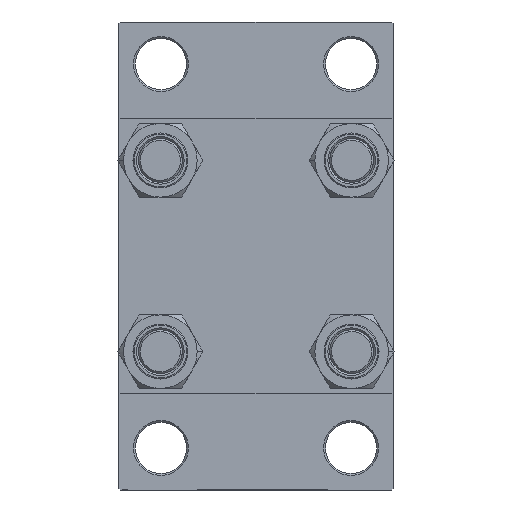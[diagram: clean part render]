
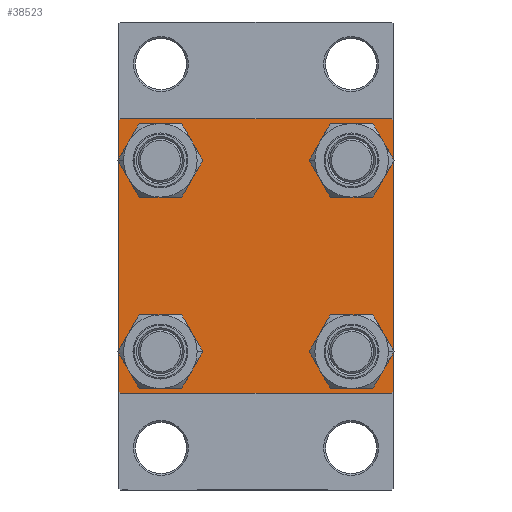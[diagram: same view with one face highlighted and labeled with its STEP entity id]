
A CAD part, left-side view. The second image highlights one B-rep face of the part: STEP entity #38523.
In plain terms, the highlighted planar face has unit normal (-1, 0, 0).
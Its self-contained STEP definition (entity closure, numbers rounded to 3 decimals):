
#489 = VERTEX_POINT ( 'NONE', #12927 ) ;
#565 = DIRECTION ( 'NONE',  ( 0., 0., 1. ) ) ;
#931 = LINE ( 'NONE', #34238, #7894 ) ;
#1040 = EDGE_LOOP ( 'NONE', ( #25851, #27086 ) ) ;
#1148 = ORIENTED_EDGE ( 'NONE', *, *, #11541, .T. ) ;
#1245 = VERTEX_POINT ( 'NONE', #44201 ) ;
#1340 = CARTESIAN_POINT ( 'NONE',  ( 0., 37.5, -37. ) ) ;
#1341 = VERTEX_POINT ( 'NONE', #13471 ) ;
#1397 = CARTESIAN_POINT ( 'NONE',  ( 0., 37., 37.5 ) ) ;
#2888 = DIRECTION ( 'NONE',  ( 0., 0., 1. ) ) ;
#3060 = ORIENTED_EDGE ( 'NONE', *, *, #24611, .T. ) ;
#3236 = VECTOR ( 'NONE', #15379, 1000. ) ;
#3255 = DIRECTION ( 'NONE',  ( 0., -0.707, 0.707 ) ) ;
#3455 = EDGE_LOOP ( 'NONE', ( #42654, #38699, #21826, #3060, #33517, #1148, #9253, #4972 ) ) ;
#4154 = EDGE_CURVE ( 'NONE', #28255, #46757, #32198, .T. ) ;
#4165 = DIRECTION ( 'NONE',  ( -1., 0., 0. ) ) ;
#4708 = ORIENTED_EDGE ( 'NONE', *, *, #44825, .T. ) ;
#4885 = EDGE_CURVE ( 'NONE', #46757, #1341, #23578, .T. ) ;
#4972 = ORIENTED_EDGE ( 'NONE', *, *, #12327, .T. ) ;
#5263 = DIRECTION ( 'NONE',  ( 0., 0., 1. ) ) ;
#5487 = DIRECTION ( 'NONE',  ( 0., 0.707, 0.707 ) ) ;
#5763 = EDGE_LOOP ( 'NONE', ( #40216, #15149 ) ) ;
#5961 = CARTESIAN_POINT ( 'NONE',  ( 0., -37.25, 37.25 ) ) ;
#6786 = CARTESIAN_POINT ( 'NONE',  ( 0., -37.5, 37.5 ) ) ;
#7201 = DIRECTION ( 'NONE',  ( 1., 0., 0. ) ) ;
#7498 = EDGE_CURVE ( 'NONE', #32871, #20767, #14651, .T. ) ;
#7762 = FACE_OUTER_BOUND ( 'NONE', #3455, .T. ) ;
#7894 = VECTOR ( 'NONE', #44806, 1000. ) ;
#8829 = VERTEX_POINT ( 'NONE', #22627 ) ;
#9253 = ORIENTED_EDGE ( 'NONE', *, *, #14954, .F. ) ;
#9351 = CARTESIAN_POINT ( 'NONE',  ( 0., 26.15, 26.15 ) ) ;
#9902 = EDGE_CURVE ( 'NONE', #34213, #1245, #29952, .T. ) ;
#10373 = CARTESIAN_POINT ( 'NONE',  ( 0., 37.25, -37.25 ) ) ;
#10597 = DIRECTION ( 'NONE',  ( 0., -0.707, -0.707 ) ) ;
#10834 = DIRECTION ( 'NONE',  ( 0., 0., -1. ) ) ;
#11040 = CARTESIAN_POINT ( 'NONE',  ( 0., -26.15, -26.15 ) ) ;
#11276 = CARTESIAN_POINT ( 'NONE',  ( 0., -37.5, -37. ) ) ;
#11541 = EDGE_CURVE ( 'NONE', #32871, #8829, #16967, .T. ) ;
#12099 = EDGE_CURVE ( 'NONE', #489, #26497, #43048, .T. ) ;
#12327 = EDGE_CURVE ( 'NONE', #15010, #25070, #33391, .T. ) ;
#12328 = CARTESIAN_POINT ( 'NONE',  ( 0., -37.5, 37. ) ) ;
#12927 = CARTESIAN_POINT ( 'NONE',  ( 0., -26.15, 19.65 ) ) ;
#13017 = CARTESIAN_POINT ( 'NONE',  ( 0., -26.15, -19.65 ) ) ;
#13462 = CARTESIAN_POINT ( 'NONE',  ( 0., -26.15, -26.15 ) ) ;
#13471 = CARTESIAN_POINT ( 'NONE',  ( 0., -37., -37.5 ) ) ;
#13828 = EDGE_CURVE ( 'NONE', #43957, #38272, #17775, .T. ) ;
#14651 = LINE ( 'NONE', #6786, #36719 ) ;
#14867 = CIRCLE ( 'NONE', #18697, 6.5 ) ;
#14954 = EDGE_CURVE ( 'NONE', #15010, #8829, #931, .T. ) ;
#15010 = VERTEX_POINT ( 'NONE', #1397 ) ;
#15093 = DIRECTION ( 'NONE',  ( 0., 0., 1. ) ) ;
#15149 = ORIENTED_EDGE ( 'NONE', *, *, #34299, .T. ) ;
#15172 = EDGE_LOOP ( 'NONE', ( #20282, #31868 ) ) ;
#15379 = DIRECTION ( 'NONE',  ( 0., 0.707, -0.707 ) ) ;
#15887 = VECTOR ( 'NONE', #3255, 1000. ) ;
#16273 = CARTESIAN_POINT ( 'NONE',  ( 0., 26.15, -26.15 ) ) ;
#16694 = VECTOR ( 'NONE', #10597, 1000. ) ;
#16967 = LINE ( 'NONE', #5961, #35332 ) ;
#17007 = AXIS2_PLACEMENT_3D ( 'NONE', #16273, #26613, #37886 ) ;
#17524 = CARTESIAN_POINT ( 'NONE',  ( 0., 26.15, 32.65 ) ) ;
#17775 = CIRCLE ( 'NONE', #17007, 6.5 ) ;
#18318 = DIRECTION ( 'NONE',  ( 0., 0., 1. ) ) ;
#18456 = VERTEX_POINT ( 'NONE', #13017 ) ;
#18697 = AXIS2_PLACEMENT_3D ( 'NONE', #38106, #42891, #5263 ) ;
#18904 = AXIS2_PLACEMENT_3D ( 'NONE', #11040, #26140, #15093 ) ;
#19046 = CARTESIAN_POINT ( 'NONE',  ( 0., -26.15, 32.65 ) ) ;
#19238 = FACE_BOUND ( 'NONE', #15172, .T. ) ;
#20282 = ORIENTED_EDGE ( 'NONE', *, *, #9902, .T. ) ;
#20767 = VERTEX_POINT ( 'NONE', #11276 ) ;
#20994 = EDGE_CURVE ( 'NONE', #25070, #28255, #27568, .T. ) ;
#21826 = ORIENTED_EDGE ( 'NONE', *, *, #4885, .T. ) ;
#22160 = CARTESIAN_POINT ( 'NONE',  ( 0., -37.25, -37.25 ) ) ;
#22276 = AXIS2_PLACEMENT_3D ( 'NONE', #28997, #7201, #32606 ) ;
#22372 = PLANE ( 'NONE',  #33083 ) ;
#22627 = CARTESIAN_POINT ( 'NONE',  ( 0., -37., 37.5 ) ) ;
#22669 = CARTESIAN_POINT ( 'NONE',  ( 0., 26.15, -26.15 ) ) ;
#23578 = LINE ( 'NONE', #44942, #30541 ) ;
#23788 = EDGE_CURVE ( 'NONE', #18456, #38790, #37313, .T. ) ;
#24330 = AXIS2_PLACEMENT_3D ( 'NONE', #9351, #38611, #2888 ) ;
#24458 = CARTESIAN_POINT ( 'NONE',  ( 0., 37.5, 37.5 ) ) ;
#24506 = DIRECTION ( 'NONE',  ( 1., 0., 0. ) ) ;
#24611 = EDGE_CURVE ( 'NONE', #1341, #20767, #36322, .T. ) ;
#25070 = VERTEX_POINT ( 'NONE', #28721 ) ;
#25781 = DIRECTION ( 'NONE',  ( 1., 0., 0. ) ) ;
#25851 = ORIENTED_EDGE ( 'NONE', *, *, #38199, .T. ) ;
#26140 = DIRECTION ( 'NONE',  ( 1., 0., 0. ) ) ;
#26497 = VERTEX_POINT ( 'NONE', #19046 ) ;
#26613 = DIRECTION ( 'NONE',  ( 1., 0., 0. ) ) ;
#27086 = ORIENTED_EDGE ( 'NONE', *, *, #13828, .T. ) ;
#27568 = LINE ( 'NONE', #24458, #38028 ) ;
#27896 = ORIENTED_EDGE ( 'NONE', *, *, #12099, .T. ) ;
#28084 = EDGE_CURVE ( 'NONE', #1245, #34213, #45012, .T. ) ;
#28095 = DIRECTION ( 'NONE',  ( 0., 0., 1. ) ) ;
#28255 = VERTEX_POINT ( 'NONE', #1340 ) ;
#28359 = CIRCLE ( 'NONE', #42119, 6.5 ) ;
#28721 = CARTESIAN_POINT ( 'NONE',  ( 0., 37.5, 37. ) ) ;
#28997 = CARTESIAN_POINT ( 'NONE',  ( 0., 26.15, 26.15 ) ) ;
#29618 = DIRECTION ( 'NONE',  ( 0., 0., 1. ) ) ;
#29952 = CIRCLE ( 'NONE', #22276, 6.5 ) ;
#30541 = VECTOR ( 'NONE', #30780, 1000. ) ;
#30772 = AXIS2_PLACEMENT_3D ( 'NONE', #36327, #37043, #18318 ) ;
#30780 = DIRECTION ( 'NONE',  ( 0., -1., 0. ) ) ;
#31868 = ORIENTED_EDGE ( 'NONE', *, *, #28084, .T. ) ;
#32198 = LINE ( 'NONE', #10373, #16694 ) ;
#32606 = DIRECTION ( 'NONE',  ( 0., 0., 1. ) ) ;
#32871 = VERTEX_POINT ( 'NONE', #12328 ) ;
#33083 = AXIS2_PLACEMENT_3D ( 'NONE', #33890, #4165, #565 ) ;
#33391 = LINE ( 'NONE', #33631, #3236 ) ;
#33412 = FACE_BOUND ( 'NONE', #45458, .T. ) ;
#33517 = ORIENTED_EDGE ( 'NONE', *, *, #7498, .F. ) ;
#33631 = CARTESIAN_POINT ( 'NONE',  ( 0., 37.25, 37.25 ) ) ;
#33890 = CARTESIAN_POINT ( 'NONE',  ( 0., 0., 0. ) ) ;
#33931 = CARTESIAN_POINT ( 'NONE',  ( 0., 26.15, -32.65 ) ) ;
#34213 = VERTEX_POINT ( 'NONE', #17524 ) ;
#34238 = CARTESIAN_POINT ( 'NONE',  ( 0., 37.5, 37.5 ) ) ;
#34299 = EDGE_CURVE ( 'NONE', #38790, #18456, #28359, .T. ) ;
#34516 = CARTESIAN_POINT ( 'NONE',  ( 0., -26.15, -32.65 ) ) ;
#35332 = VECTOR ( 'NONE', #5487, 1000. ) ;
#35391 = CIRCLE ( 'NONE', #46104, 6.5 ) ;
#36322 = LINE ( 'NONE', #22160, #15887 ) ;
#36327 = CARTESIAN_POINT ( 'NONE',  ( 0., -26.15, 26.15 ) ) ;
#36638 = CARTESIAN_POINT ( 'NONE',  ( 0., 37., -37.5 ) ) ;
#36719 = VECTOR ( 'NONE', #10834, 1000. ) ;
#37007 = FACE_BOUND ( 'NONE', #1040, .T. ) ;
#37043 = DIRECTION ( 'NONE',  ( 1., 0., 0. ) ) ;
#37313 = CIRCLE ( 'NONE', #18904, 6.5 ) ;
#37886 = DIRECTION ( 'NONE',  ( 0., 0., 1. ) ) ;
#38011 = CARTESIAN_POINT ( 'NONE',  ( 0., 26.15, -19.65 ) ) ;
#38028 = VECTOR ( 'NONE', #42197, 1000. ) ;
#38106 = CARTESIAN_POINT ( 'NONE',  ( 0., -26.15, 26.15 ) ) ;
#38199 = EDGE_CURVE ( 'NONE', #38272, #43957, #35391, .T. ) ;
#38272 = VERTEX_POINT ( 'NONE', #38011 ) ;
#38523 = ADVANCED_FACE ( 'NONE', ( #33412, #44193, #37007, #19238, #7762 ), #22372, .T. ) ;
#38611 = DIRECTION ( 'NONE',  ( 1., 0., 0. ) ) ;
#38699 = ORIENTED_EDGE ( 'NONE', *, *, #4154, .T. ) ;
#38790 = VERTEX_POINT ( 'NONE', #34516 ) ;
#40216 = ORIENTED_EDGE ( 'NONE', *, *, #23788, .T. ) ;
#42119 = AXIS2_PLACEMENT_3D ( 'NONE', #13462, #24506, #28095 ) ;
#42197 = DIRECTION ( 'NONE',  ( 0., 0., -1. ) ) ;
#42654 = ORIENTED_EDGE ( 'NONE', *, *, #20994, .T. ) ;
#42891 = DIRECTION ( 'NONE',  ( 1., 0., 0. ) ) ;
#43048 = CIRCLE ( 'NONE', #30772, 6.5 ) ;
#43957 = VERTEX_POINT ( 'NONE', #33931 ) ;
#44193 = FACE_BOUND ( 'NONE', #5763, .T. ) ;
#44201 = CARTESIAN_POINT ( 'NONE',  ( 0., 26.15, 19.65 ) ) ;
#44806 = DIRECTION ( 'NONE',  ( 0., -1., 0. ) ) ;
#44825 = EDGE_CURVE ( 'NONE', #26497, #489, #14867, .T. ) ;
#44942 = CARTESIAN_POINT ( 'NONE',  ( 0., 37.5, -37.5 ) ) ;
#45012 = CIRCLE ( 'NONE', #24330, 6.5 ) ;
#45458 = EDGE_LOOP ( 'NONE', ( #4708, #27896 ) ) ;
#46104 = AXIS2_PLACEMENT_3D ( 'NONE', #22669, #25781, #29618 ) ;
#46757 = VERTEX_POINT ( 'NONE', #36638 ) ;
